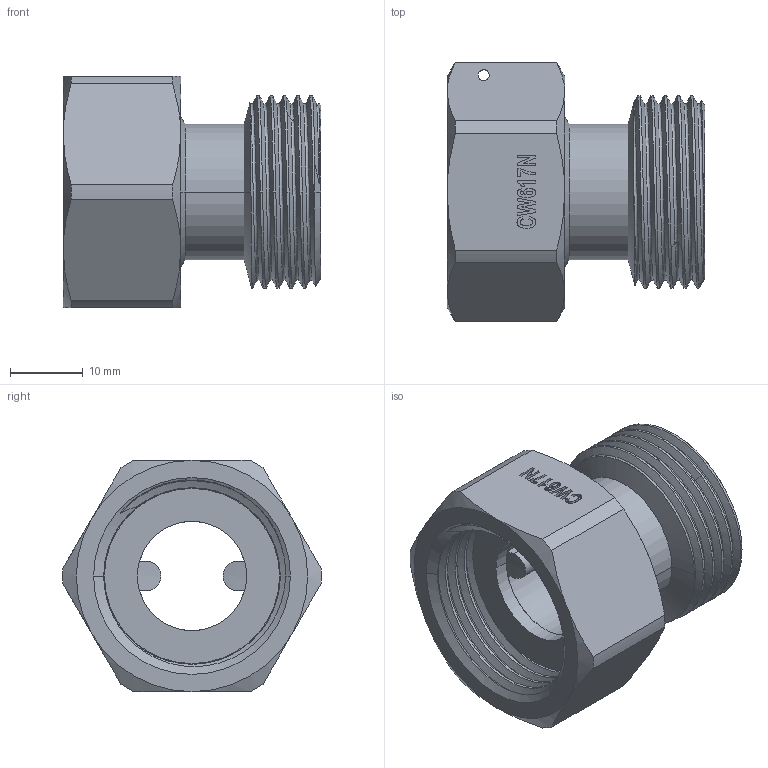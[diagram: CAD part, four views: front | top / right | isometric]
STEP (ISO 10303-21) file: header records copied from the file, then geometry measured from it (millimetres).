
FILE_DESCRIPTION((''),'2;1');
FILE_NAME('F16133005_ASM','2023-12-06T15:14:39',('admin'),(''),'CREO PARAMETRIC BY PTC INC, 2018400','CREO PARAMETRIC BY PTC INC, 2018400','');
FILE_SCHEMA(('CONFIG_CONTROL_DESIGN','SHAPE_APPEARANCE_LAYERS_GROUPS'));
Length unit declared in the file: millimetre
Products named in the file (5): FJ1641133005W; FJ1615133005W; VT19000605; VT13013305; F16133005_ASM
Assembly tree (4 placements, depth 2):
  F16133005_ASM
    FJ1641133005W
    FJ1615133005W
    VT19000605
    VT13013305
Bounding box: 35.3 x 35.49 x 31.7 mm (x, y, z)
Volume: 11275.6 mm3; surface area: 10201.9 mm2
Topology: 4 solids, 4 shells, 207 faces, 530 edges, 338 vertices
Faces by surface type: plane 61, cylinder 48, extrusion 47, cone 34, bspline 15, torus 2
Entity records: 13106 total; most frequent: CARTESIAN_POINT 6709, ORIENTED_EDGE 1060, DIRECTION 763, PRESENTATION_STYLE_ASSIGNMENT 534, STYLED_ITEM 534, CURVE_STYLE 530, EDGE_CURVE 530, VERTEX_POINT 338
